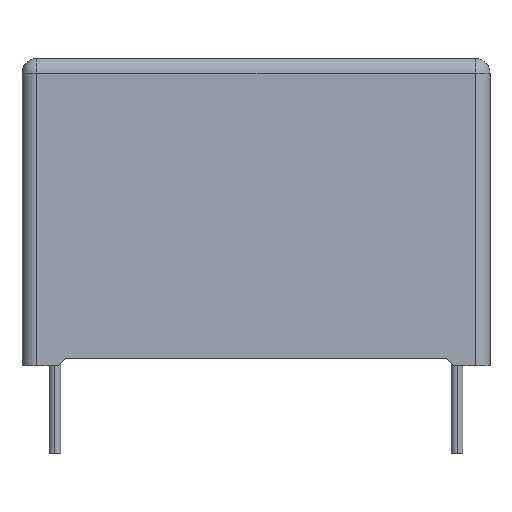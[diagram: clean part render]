
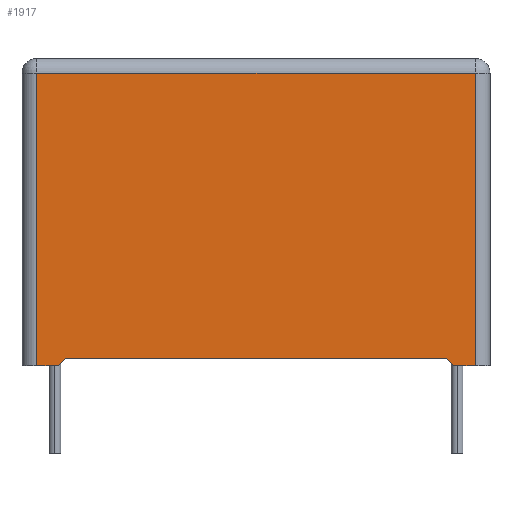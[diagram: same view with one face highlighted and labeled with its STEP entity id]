
A CAD part, top view. The second image highlights one B-rep face of the part: STEP entity #1917.
In plain terms, the highlighted planar face has unit normal (0, 0, 1).
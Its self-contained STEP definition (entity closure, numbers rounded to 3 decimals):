
#224 = DIRECTION ( 'NONE',  ( 1., 0., 0. ) ) ;
#249 = DIRECTION ( 'NONE',  ( 0., 0., -1. ) ) ;
#459 = EDGE_CURVE ( 'NONE', #1356, #3698, #1638, .T. ) ;
#461 = VERTEX_POINT ( 'NONE', #3834 ) ;
#462 = CARTESIAN_POINT ( 'NONE',  ( -16., 20., 5.5 ) ) ;
#516 = VERTEX_POINT ( 'NONE', #3919 ) ;
#592 = CARTESIAN_POINT ( 'NONE',  ( -13.5, 0., 5.5 ) ) ;
#619 = LINE ( 'NONE', #3558, #1054 ) ;
#683 = ORIENTED_EDGE ( 'NONE', *, *, #459, .T. ) ;
#792 = ORIENTED_EDGE ( 'NONE', *, *, #1061, .F. ) ;
#831 = EDGE_CURVE ( 'NONE', #2961, #2078, #2307, .T. ) ;
#955 = EDGE_CURVE ( 'NONE', #461, #1356, #2952, .T. ) ;
#1001 = DIRECTION ( 'NONE',  ( 0., -1., 0. ) ) ;
#1005 = LINE ( 'NONE', #462, #1362 ) ;
#1027 = VECTOR ( 'NONE', #1586, 1000. ) ;
#1054 = VECTOR ( 'NONE', #224, 1000. ) ;
#1061 = EDGE_CURVE ( 'NONE', #461, #2961, #2246, .T. ) ;
#1203 = EDGE_CURVE ( 'NONE', #2078, #2021, #1632, .T. ) ;
#1231 = EDGE_CURVE ( 'NONE', #1815, #2021, #619, .T. ) ;
#1265 = EDGE_CURVE ( 'NONE', #516, #1815, #3826, .T. ) ;
#1280 = EDGE_CURVE ( 'NONE', #3698, #516, #1005, .T. ) ;
#1356 = VERTEX_POINT ( 'NONE', #4031 ) ;
#1362 = VECTOR ( 'NONE', #2104, 1000. ) ;
#1445 = CARTESIAN_POINT ( 'NONE',  ( 13., 0.5, 5.5 ) ) ;
#1449 = VECTOR ( 'NONE', #3869, 1000. ) ;
#1453 = VECTOR ( 'NONE', #2326, 1000. ) ;
#1464 = ORIENTED_EDGE ( 'NONE', *, *, #1265, .T. ) ;
#1586 = DIRECTION ( 'NONE',  ( 1., 0., 0. ) ) ;
#1632 = LINE ( 'NONE', #592, #2480 ) ;
#1638 = LINE ( 'NONE', #3837, #1449 ) ;
#1702 = ORIENTED_EDGE ( 'NONE', *, *, #831, .F. ) ;
#1764 = CARTESIAN_POINT ( 'NONE',  ( 13., 0.5, 5.5 ) ) ;
#1815 = VERTEX_POINT ( 'NONE', #4140 ) ;
#1917 = ADVANCED_FACE ( 'NONE', ( #2319 ), #4205, .F. ) ;
#2021 = VERTEX_POINT ( 'NONE', #4230 ) ;
#2078 = VERTEX_POINT ( 'NONE', #3407 ) ;
#2104 = DIRECTION ( 'NONE',  ( -1., 0., 0. ) ) ;
#2246 = LINE ( 'NONE', #1764, #2494 ) ;
#2307 = LINE ( 'NONE', #3531, #1453 ) ;
#2319 = FACE_OUTER_BOUND ( 'NONE', #3813, .T. ) ;
#2326 = DIRECTION ( 'NONE',  ( -1., 0., 0. ) ) ;
#2480 = VECTOR ( 'NONE', #3633, 1000. ) ;
#2494 = VECTOR ( 'NONE', #3002, 1000. ) ;
#2952 = LINE ( 'NONE', #3643, #1027 ) ;
#2961 = VERTEX_POINT ( 'NONE', #1445 ) ;
#3002 = DIRECTION ( 'NONE',  ( -0.707, 0.707, 0. ) ) ;
#3173 = ORIENTED_EDGE ( 'NONE', *, *, #1203, .F. ) ;
#3259 = AXIS2_PLACEMENT_3D ( 'NONE', #4110, #249, #3448 ) ;
#3407 = CARTESIAN_POINT ( 'NONE',  ( -13., 0.5, 5.5 ) ) ;
#3448 = DIRECTION ( 'NONE',  ( -1., 0., 0. ) ) ;
#3531 = CARTESIAN_POINT ( 'NONE',  ( -13., 0.5, 5.5 ) ) ;
#3558 = CARTESIAN_POINT ( 'NONE',  ( -16., 0., 5.5 ) ) ;
#3633 = DIRECTION ( 'NONE',  ( -0.707, -0.707, 0. ) ) ;
#3643 = CARTESIAN_POINT ( 'NONE',  ( -16., 0., 5.5 ) ) ;
#3698 = VERTEX_POINT ( 'NONE', #4187 ) ;
#3813 = EDGE_LOOP ( 'NONE', ( #1702, #792, #4208, #683, #4108, #1464, #4006, #3173 ) ) ;
#3826 = LINE ( 'NONE', #4100, #3881 ) ;
#3834 = CARTESIAN_POINT ( 'NONE',  ( 13.5, 0., 5.5 ) ) ;
#3837 = CARTESIAN_POINT ( 'NONE',  ( 15., 21., 5.5 ) ) ;
#3869 = DIRECTION ( 'NONE',  ( 0., 1., 0. ) ) ;
#3881 = VECTOR ( 'NONE', #1001, 1000. ) ;
#3919 = CARTESIAN_POINT ( 'NONE',  ( -15., 20., 5.5 ) ) ;
#4006 = ORIENTED_EDGE ( 'NONE', *, *, #1231, .T. ) ;
#4031 = CARTESIAN_POINT ( 'NONE',  ( 15., 0., 5.5 ) ) ;
#4100 = CARTESIAN_POINT ( 'NONE',  ( -15., 21., 5.5 ) ) ;
#4108 = ORIENTED_EDGE ( 'NONE', *, *, #1280, .T. ) ;
#4110 = CARTESIAN_POINT ( 'NONE',  ( -16., 21., 5.5 ) ) ;
#4140 = CARTESIAN_POINT ( 'NONE',  ( -15., 0., 5.5 ) ) ;
#4187 = CARTESIAN_POINT ( 'NONE',  ( 15., 20., 5.5 ) ) ;
#4205 = PLANE ( 'NONE',  #3259 ) ;
#4208 = ORIENTED_EDGE ( 'NONE', *, *, #955, .T. ) ;
#4230 = CARTESIAN_POINT ( 'NONE',  ( -13.5, 0., 5.5 ) ) ;
